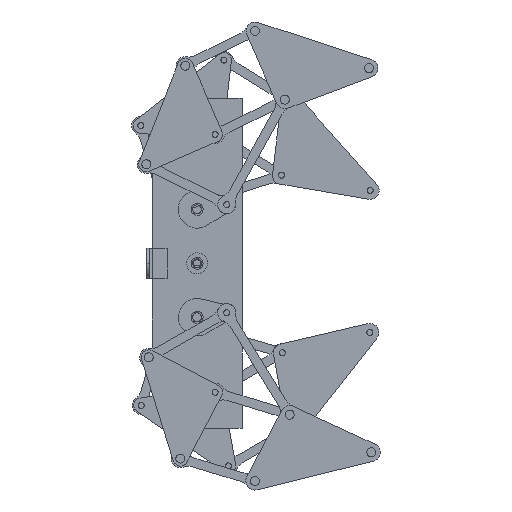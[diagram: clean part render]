
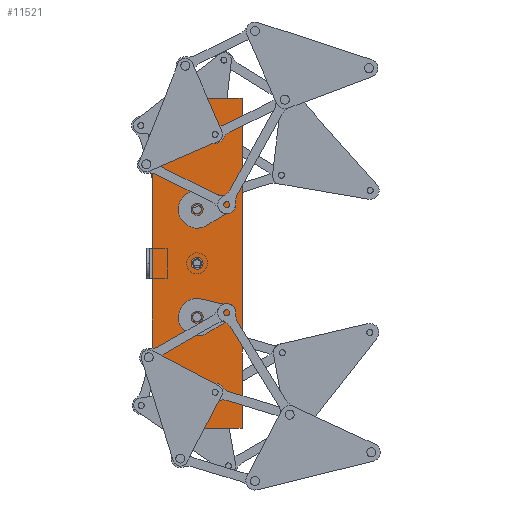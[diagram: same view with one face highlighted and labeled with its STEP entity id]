
A CAD part, left-side view. The second image highlights one B-rep face of the part: STEP entity #11521.
In plain terms, the highlighted face is planar.
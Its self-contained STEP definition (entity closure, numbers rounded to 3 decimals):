
#487 = FACE_BOUND ( 'NONE', #5505, .T. ) ;
#513 = ORIENTED_EDGE ( 'NONE', *, *, #2137, .F. ) ;
#593 = VECTOR ( 'NONE', #12864, 1000. ) ;
#608 = EDGE_CURVE ( 'NONE', #4235, #1327, #1172, .T. ) ;
#1018 = ORIENTED_EDGE ( 'NONE', *, *, #6529, .F. ) ;
#1148 = DIRECTION ( 'NONE',  ( 0., 1., 0. ) ) ;
#1172 = LINE ( 'NONE', #15613, #9588 ) ;
#1327 = VERTEX_POINT ( 'NONE', #7162 ) ;
#1526 = CIRCLE ( 'NONE', #5987, 4. ) ;
#1664 = VERTEX_POINT ( 'NONE', #2238 ) ;
#1746 = EDGE_LOOP ( 'NONE', ( #11985, #10984 ) ) ;
#2007 = VERTEX_POINT ( 'NONE', #15105 ) ;
#2026 = CARTESIAN_POINT ( 'NONE',  ( -39., 0., 1. ) ) ;
#2029 = AXIS2_PLACEMENT_3D ( 'NONE', #4730, #12787, #3765 ) ;
#2137 = EDGE_CURVE ( 'NONE', #2824, #11693, #1526, .T. ) ;
#2168 = AXIS2_PLACEMENT_3D ( 'NONE', #5826, #13971, #7048 ) ;
#2224 = VERTEX_POINT ( 'NONE', #3452 ) ;
#2238 = CARTESIAN_POINT ( 'NONE',  ( -88., -12., 1. ) ) ;
#2423 = AXIS2_PLACEMENT_3D ( 'NONE', #13949, #14996, #16651 ) ;
#2440 = ORIENTED_EDGE ( 'NONE', *, *, #11674, .F. ) ;
#2522 = CARTESIAN_POINT ( 'NONE',  ( -33., 0., 1. ) ) ;
#2638 = DIRECTION ( 'NONE',  ( -1., 0., 0. ) ) ;
#2716 = CARTESIAN_POINT ( 'NONE',  ( -36., 0., 1. ) ) ;
#2741 = DIRECTION ( 'NONE',  ( 0., 0., 1. ) ) ;
#2824 = VERTEX_POINT ( 'NONE', #10811 ) ;
#2827 = EDGE_CURVE ( 'NONE', #8014, #13875, #5441, .T. ) ;
#2975 = VERTEX_POINT ( 'NONE', #2026 ) ;
#3056 = VERTEX_POINT ( 'NONE', #5173 ) ;
#3123 = FACE_BOUND ( 'NONE', #5507, .T. ) ;
#3170 = ORIENTED_EDGE ( 'NONE', *, *, #608, .T. ) ;
#3173 = CIRCLE ( 'NONE', #15185, 3. ) ;
#3230 = EDGE_CURVE ( 'NONE', #2007, #6607, #14190, .T. ) ;
#3320 = EDGE_CURVE ( 'NONE', #2975, #5372, #12174, .T. ) ;
#3372 = EDGE_LOOP ( 'NONE', ( #4723, #5635 ) ) ;
#3412 = LINE ( 'NONE', #8666, #593 ) ;
#3452 = CARTESIAN_POINT ( 'NONE',  ( 80., 30., 1. ) ) ;
#3689 = CARTESIAN_POINT ( 'NONE',  ( -84., -12., 1. ) ) ;
#3765 = DIRECTION ( 'NONE',  ( 1., 0., 0. ) ) ;
#4235 = VERTEX_POINT ( 'NONE', #15619 ) ;
#4520 = CIRCLE ( 'NONE', #7867, 2. ) ;
#4676 = FACE_BOUND ( 'NONE', #1746, .T. ) ;
#4723 = ORIENTED_EDGE ( 'NONE', *, *, #16576, .F. ) ;
#4730 = CARTESIAN_POINT ( 'NONE',  ( -86., -12., 1. ) ) ;
#4859 = DIRECTION ( 'NONE',  ( -1., 0., 0. ) ) ;
#4987 = VERTEX_POINT ( 'NONE', #3689 ) ;
#5014 = EDGE_CURVE ( 'NONE', #14073, #2007, #13062, .T. ) ;
#5173 = CARTESIAN_POINT ( 'NONE',  ( 33., 0., 1. ) ) ;
#5177 = ORIENTED_EDGE ( 'NONE', *, *, #2827, .F. ) ;
#5231 = CARTESIAN_POINT ( 'NONE',  ( 88., -12., 1. ) ) ;
#5372 = VERTEX_POINT ( 'NONE', #2522 ) ;
#5441 = CIRCLE ( 'NONE', #8795, 2. ) ;
#5485 = DIRECTION ( 'NONE',  ( 0., 0., 1. ) ) ;
#5505 = EDGE_LOOP ( 'NONE', ( #13531, #5846 ) ) ;
#5507 = EDGE_LOOP ( 'NONE', ( #1018, #5177 ) ) ;
#5607 = CARTESIAN_POINT ( 'NONE',  ( -36., 0., 1. ) ) ;
#5628 = DIRECTION ( 'NONE',  ( 0., 0., 1. ) ) ;
#5635 = ORIENTED_EDGE ( 'NONE', *, *, #14886, .F. ) ;
#5670 = EDGE_CURVE ( 'NONE', #6607, #2224, #8403, .T. ) ;
#5826 = CARTESIAN_POINT ( 'NONE',  ( 0., 0., 1. ) ) ;
#5846 = ORIENTED_EDGE ( 'NONE', *, *, #7375, .F. ) ;
#5987 = AXIS2_PLACEMENT_3D ( 'NONE', #16164, #5485, #10834 ) ;
#6357 = AXIS2_PLACEMENT_3D ( 'NONE', #15532, #7649, #10197 ) ;
#6416 = CIRCLE ( 'NONE', #7530, 3. ) ;
#6529 = EDGE_CURVE ( 'NONE', #13875, #8014, #6966, .T. ) ;
#6579 = DIRECTION ( 'NONE',  ( 1., 0., 0. ) ) ;
#6607 = VERTEX_POINT ( 'NONE', #11615 ) ;
#6937 = VECTOR ( 'NONE', #10052, 1000. ) ;
#6966 = CIRCLE ( 'NONE', #13964, 2. ) ;
#7048 = DIRECTION ( 'NONE',  ( 1., 0., 0. ) ) ;
#7075 = ORIENTED_EDGE ( 'NONE', *, *, #14658, .T. ) ;
#7142 = FACE_BOUND ( 'NONE', #3372, .T. ) ;
#7162 = CARTESIAN_POINT ( 'NONE',  ( -110., 0., 1. ) ) ;
#7180 = VERTEX_POINT ( 'NONE', #7379 ) ;
#7190 = CIRCLE ( 'NONE', #2423, 3. ) ;
#7375 = EDGE_CURVE ( 'NONE', #7180, #3056, #6416, .T. ) ;
#7379 = CARTESIAN_POINT ( 'NONE',  ( 39., 0., 1. ) ) ;
#7408 = ORIENTED_EDGE ( 'NONE', *, *, #14397, .T. ) ;
#7530 = AXIS2_PLACEMENT_3D ( 'NONE', #8077, #2741, #6579 ) ;
#7649 = DIRECTION ( 'NONE',  ( 0., 0., 1. ) ) ;
#7867 = AXIS2_PLACEMENT_3D ( 'NONE', #16010, #9100, #11417 ) ;
#7875 = DIRECTION ( 'NONE',  ( 1., 0., 0. ) ) ;
#7961 = EDGE_LOOP ( 'NONE', ( #13232, #11180, #7408, #3170, #7075, #15768 ) ) ;
#8014 = VERTEX_POINT ( 'NONE', #5231 ) ;
#8077 = CARTESIAN_POINT ( 'NONE',  ( 36., 0., 1. ) ) ;
#8158 = CARTESIAN_POINT ( 'NONE',  ( -80., 30., 1. ) ) ;
#8173 = CARTESIAN_POINT ( 'NONE',  ( 86., -12., 1. ) ) ;
#8403 = LINE ( 'NONE', #16368, #6937 ) ;
#8413 = EDGE_LOOP ( 'NONE', ( #513, #2440 ) ) ;
#8666 = CARTESIAN_POINT ( 'NONE',  ( -110., 0., 1. ) ) ;
#8795 = AXIS2_PLACEMENT_3D ( 'NONE', #8173, #5628, #10979 ) ;
#9043 = DIRECTION ( 'NONE',  ( -0.707, -0.707, 0. ) ) ;
#9088 = AXIS2_PLACEMENT_3D ( 'NONE', #5607, #16206, #10693 ) ;
#9100 = DIRECTION ( 'NONE',  ( 0., 0., 1. ) ) ;
#9289 = DIRECTION ( 'NONE',  ( 1., 0., 0. ) ) ;
#9312 = CIRCLE ( 'NONE', #2029, 2. ) ;
#9588 = VECTOR ( 'NONE', #9043, 1000. ) ;
#9931 = VECTOR ( 'NONE', #9289, 1000. ) ;
#10052 = DIRECTION ( 'NONE',  ( -0.707, 0.707, 0. ) ) ;
#10197 = DIRECTION ( 'NONE',  ( 1., 0., 0. ) ) ;
#10611 = CARTESIAN_POINT ( 'NONE',  ( -110., -30., 1. ) ) ;
#10693 = DIRECTION ( 'NONE',  ( 1., 0., 0. ) ) ;
#10811 = CARTESIAN_POINT ( 'NONE',  ( -4., 0., 1. ) ) ;
#10834 = DIRECTION ( 'NONE',  ( 1., 0., 0. ) ) ;
#10979 = DIRECTION ( 'NONE',  ( -1., 0., 0. ) ) ;
#10984 = ORIENTED_EDGE ( 'NONE', *, *, #16601, .F. ) ;
#11180 = ORIENTED_EDGE ( 'NONE', *, *, #5670, .T. ) ;
#11417 = DIRECTION ( 'NONE',  ( 1., 0., 0. ) ) ;
#11521 = ADVANCED_FACE ( 'NONE', ( #4676, #7142, #16508, #15274, #487, #3123 ), #16335, .T. ) ;
#11615 = CARTESIAN_POINT ( 'NONE',  ( 110., 0., 1. ) ) ;
#11674 = EDGE_CURVE ( 'NONE', #11693, #2824, #13922, .T. ) ;
#11693 = VERTEX_POINT ( 'NONE', #13087 ) ;
#11927 = LINE ( 'NONE', #8158, #14010 ) ;
#11985 = ORIENTED_EDGE ( 'NONE', *, *, #3320, .F. ) ;
#12090 = EDGE_CURVE ( 'NONE', #3056, #7180, #7190, .T. ) ;
#12174 = CIRCLE ( 'NONE', #9088, 3. ) ;
#12551 = CARTESIAN_POINT ( 'NONE',  ( 84., -12., 1. ) ) ;
#12787 = DIRECTION ( 'NONE',  ( 0., 0., 1. ) ) ;
#12864 = DIRECTION ( 'NONE',  ( 0., -1., 0. ) ) ;
#13062 = LINE ( 'NONE', #10611, #9931 ) ;
#13087 = CARTESIAN_POINT ( 'NONE',  ( 4., 0., 1. ) ) ;
#13232 = ORIENTED_EDGE ( 'NONE', *, *, #3230, .T. ) ;
#13531 = ORIENTED_EDGE ( 'NONE', *, *, #12090, .F. ) ;
#13875 = VERTEX_POINT ( 'NONE', #12551 ) ;
#13922 = CIRCLE ( 'NONE', #6357, 4. ) ;
#13949 = CARTESIAN_POINT ( 'NONE',  ( 36., 0., 1. ) ) ;
#13964 = AXIS2_PLACEMENT_3D ( 'NONE', #15454, #15711, #4859 ) ;
#13971 = DIRECTION ( 'NONE',  ( 0., 0., 1. ) ) ;
#14010 = VECTOR ( 'NONE', #2638, 1000. ) ;
#14073 = VERTEX_POINT ( 'NONE', #15596 ) ;
#14190 = LINE ( 'NONE', #15672, #16227 ) ;
#14397 = EDGE_CURVE ( 'NONE', #2224, #4235, #11927, .T. ) ;
#14609 = DIRECTION ( 'NONE',  ( 0., 0., 1. ) ) ;
#14658 = EDGE_CURVE ( 'NONE', #1327, #14073, #3412, .T. ) ;
#14886 = EDGE_CURVE ( 'NONE', #4987, #1664, #4520, .T. ) ;
#14996 = DIRECTION ( 'NONE',  ( 0., 0., 1. ) ) ;
#15105 = CARTESIAN_POINT ( 'NONE',  ( 110., -30., 1. ) ) ;
#15185 = AXIS2_PLACEMENT_3D ( 'NONE', #2716, #14609, #7875 ) ;
#15274 = FACE_BOUND ( 'NONE', #8413, .T. ) ;
#15454 = CARTESIAN_POINT ( 'NONE',  ( 86., -12., 1. ) ) ;
#15532 = CARTESIAN_POINT ( 'NONE',  ( 0., 0., 1. ) ) ;
#15596 = CARTESIAN_POINT ( 'NONE',  ( -110., -30., 1. ) ) ;
#15613 = CARTESIAN_POINT ( 'NONE',  ( -110., 0., 1. ) ) ;
#15619 = CARTESIAN_POINT ( 'NONE',  ( -80., 30., 1. ) ) ;
#15672 = CARTESIAN_POINT ( 'NONE',  ( 110., 0., 1. ) ) ;
#15711 = DIRECTION ( 'NONE',  ( 0., 0., 1. ) ) ;
#15768 = ORIENTED_EDGE ( 'NONE', *, *, #5014, .T. ) ;
#16010 = CARTESIAN_POINT ( 'NONE',  ( -86., -12., 1. ) ) ;
#16164 = CARTESIAN_POINT ( 'NONE',  ( 0., 0., 1. ) ) ;
#16206 = DIRECTION ( 'NONE',  ( 0., 0., 1. ) ) ;
#16227 = VECTOR ( 'NONE', #1148, 1000. ) ;
#16335 = PLANE ( 'NONE',  #2168 ) ;
#16368 = CARTESIAN_POINT ( 'NONE',  ( 80., 30., 1. ) ) ;
#16508 = FACE_OUTER_BOUND ( 'NONE', #7961, .T. ) ;
#16576 = EDGE_CURVE ( 'NONE', #1664, #4987, #9312, .T. ) ;
#16601 = EDGE_CURVE ( 'NONE', #5372, #2975, #3173, .T. ) ;
#16651 = DIRECTION ( 'NONE',  ( 1., 0., 0. ) ) ;
